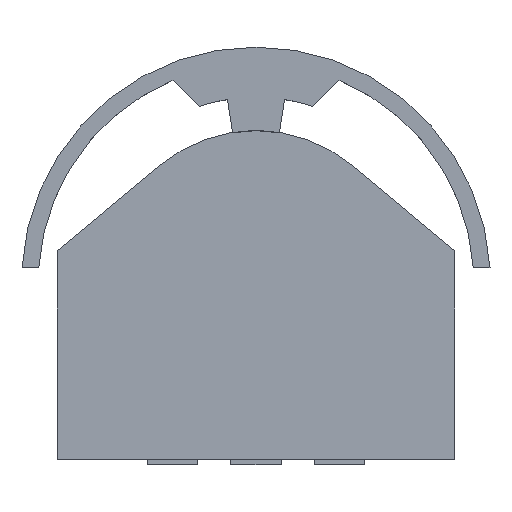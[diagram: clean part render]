
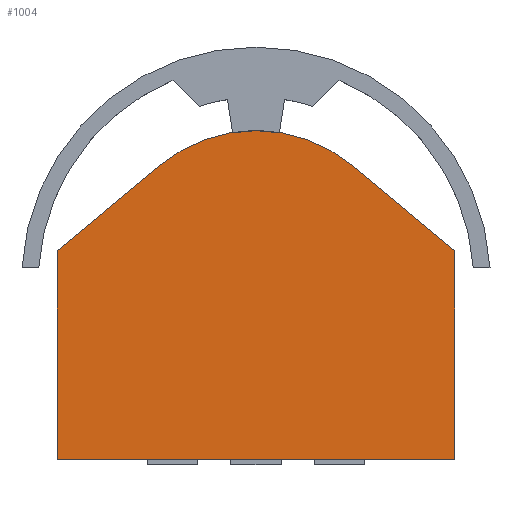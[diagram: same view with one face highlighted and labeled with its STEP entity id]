
A CAD part, top view. The second image highlights one B-rep face of the part: STEP entity #1004.
In plain terms, the highlighted planar face has unit normal (0, 0, 1).
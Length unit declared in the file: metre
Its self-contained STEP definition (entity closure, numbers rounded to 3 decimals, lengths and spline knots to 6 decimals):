
#13=CIRCLE('',#1150,0.004513);
#103=ORIENTED_EDGE('',*,*,#345,.F.);
#104=ORIENTED_EDGE('',*,*,#349,.T.);
#105=ORIENTED_EDGE('',*,*,#352,.T.);
#106=ORIENTED_EDGE('',*,*,#355,.F.);
#107=ORIENTED_EDGE('',*,*,#358,.F.);
#108=ORIENTED_EDGE('',*,*,#360,.F.);
#345=EDGE_CURVE('',#479,#480,#577,.T.);
#349=EDGE_CURVE('',#479,#482,#581,.T.);
#352=EDGE_CURVE('',#482,#484,#584,.T.);
#355=EDGE_CURVE('',#486,#484,#587,.T.);
#358=EDGE_CURVE('',#488,#486,#13,.T.);
#360=EDGE_CURVE('',#480,#488,#590,.T.);
#479=VERTEX_POINT('',#1560);
#480=VERTEX_POINT('',#1562);
#482=VERTEX_POINT('',#1568);
#484=VERTEX_POINT('',#1574);
#486=VERTEX_POINT('',#1580);
#488=VERTEX_POINT('',#1586);
#577=LINE('',#1561,#695);
#581=LINE('',#1569,#699);
#584=LINE('',#1575,#702);
#587=LINE('',#1581,#705);
#590=LINE('',#1590,#708);
#695=VECTOR('',#1259,1.);
#699=VECTOR('',#1265,1.);
#702=VECTOR('',#1270,1.);
#705=VECTOR('',#1275,1.);
#708=VECTOR('',#1286,1.);
#811=EDGE_LOOP('',(#103,#104,#105,#106,#107,#108));
#881=FACE_BOUND('',#811,.T.);
#950=PLANE('',#1152);
#1004=ADVANCED_FACE('',(#881),#950,.T.);
#1150=AXIS2_PLACEMENT_3D('',#1587,#1281,#1282);
#1152=AXIS2_PLACEMENT_3D('',#1591,#1287,#1288);
#1259=DIRECTION('',(0.,1.,0.));
#1265=DIRECTION('',(1.,0.,0.));
#1270=DIRECTION('',(0.,1.,0.));
#1275=DIRECTION('',(0.769,-0.639,0.));
#1281=DIRECTION('',(0.,0.,-1.));
#1282=DIRECTION('',(1.,0.,0.));
#1286=DIRECTION('',(0.769,0.639,0.));
#1287=DIRECTION('',(0.,0.,1.));
#1288=DIRECTION('',(1.,0.,0.));
#1560=CARTESIAN_POINT('',(-0.00595,-0.00415,0.0025));
#1561=CARTESIAN_POINT('',(-0.00595,-0.001025,0.0025));
#1562=CARTESIAN_POINT('',(-0.00595,0.0021,0.0025));
#1568=CARTESIAN_POINT('',(0.00595,-0.00415,0.0025));
#1569=CARTESIAN_POINT('',(0.0046,-0.00415,0.0025));
#1574=CARTESIAN_POINT('',(0.00595,0.0021,0.0025));
#1575=CARTESIAN_POINT('',(0.00595,-0.001025,0.0025));
#1580=CARTESIAN_POINT('',(0.002884,0.004648,0.0025));
#1581=CARTESIAN_POINT('',(0.004417,0.003374,0.0025));
#1586=CARTESIAN_POINT('',(-0.002884,0.004648,0.0025));
#1587=CARTESIAN_POINT('',(0.,0.001177,0.0025));
#1590=CARTESIAN_POINT('',(-0.004417,0.003374,0.0025));
#1591=CARTESIAN_POINT('',(0.,0.001945,0.0025));
